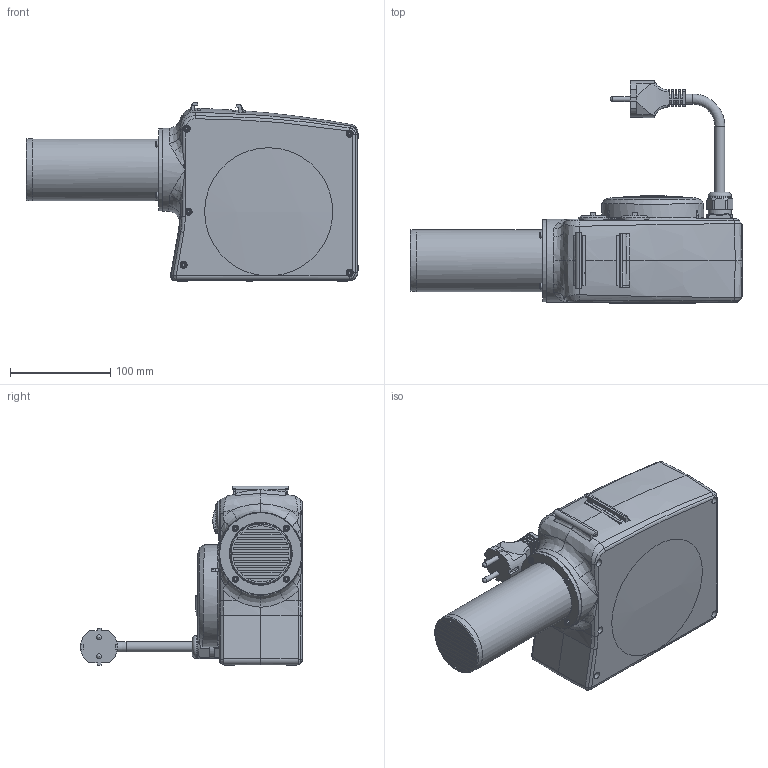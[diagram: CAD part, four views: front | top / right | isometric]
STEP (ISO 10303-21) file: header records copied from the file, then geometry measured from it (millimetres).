
FILE_DESCRIPTION((''),'2;1');
FILE_NAME('HW PREMIUM.stp','2012-02-14T15:01:09',('z45542'),(''),'Autodesk Inventor 2011','Autodesk Inventor 2011','');
FILE_SCHEMA(('AUTOMOTIVE_DESIGN { 1 0 10303 214 1 1 1 1 }'));
Length unit declared in the file: millimetre
Products named in the file (2): Baugruppe4; HW PREMIUM 10022012
Assembly tree (1 placements, depth 2):
  Baugruppe4
    HW PREMIUM 10022012
Bounding box: 331.6 x 222.62 x 179.5 mm (x, y, z)
Surface area: 172918.9 mm2 (no closed solid volume)
Topology: 0 solids, 1 shells, 830 faces, 2219 edges, 1445 vertices
Faces by surface type: plane 401, cylinder 271, bspline 72, torus 55, cone 26, sphere 5
Full cylindrical faces by diameter (mm): 5 x2, 6.1 x9, 6.5 x6, 7 x5, 10 x2, 23 x2, 30 x2, 62 x1, 82 x1, 83 x1
Entity records: 43982 total; most frequent: CARTESIAN_POINT 22830, ORIENTED_EDGE 4260, DIRECTION 4241, EDGE_CURVE 2130, AXIS2_PLACEMENT_3D 1619, VERTEX_POINT 1413, VECTOR 1003, LINE 1003
